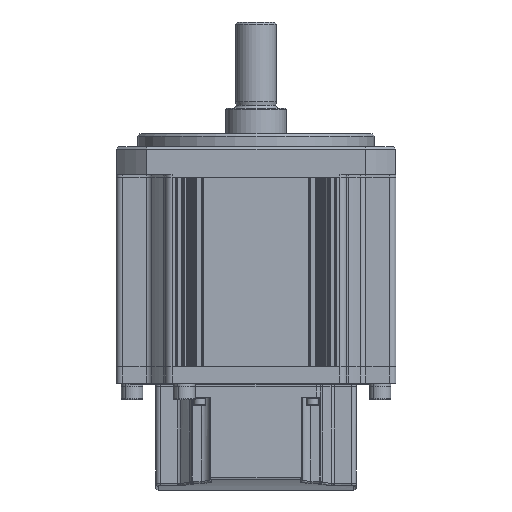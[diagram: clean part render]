
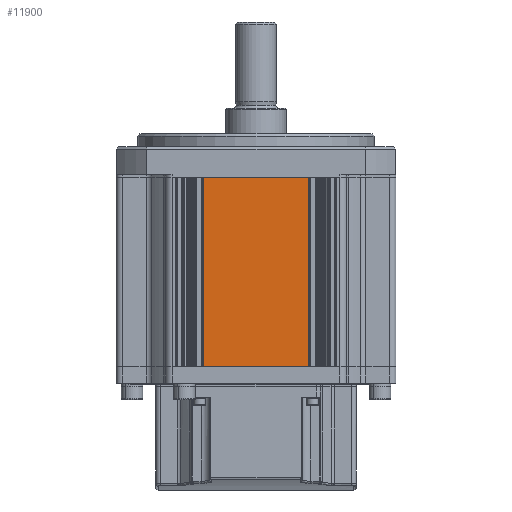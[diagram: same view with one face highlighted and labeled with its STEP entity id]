
A CAD part, front view. The second image highlights one B-rep face of the part: STEP entity #11900.
In plain terms, the highlighted planar face has unit normal (0, -1, 0).
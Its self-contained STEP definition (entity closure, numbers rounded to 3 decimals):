
#11900 = ADVANCED_FACE ( 'NONE', ( #91335 ), #91306, .F. ) ;
#20687 = VERTEX_POINT ( 'NONE', #69748 ) ;
#20718 = VERTEX_POINT ( 'NONE', #69861 ) ;
#46445 = VERTEX_POINT ( 'NONE', #71521 ) ;
#46484 = VERTEX_POINT ( 'NONE', #71626 ) ;
#48063 = LINE ( 'NONE', #48085, #77103 ) ;
#48066 = LINE ( 'NONE', #48082, #77045 ) ;
#48082 = CARTESIAN_POINT ( 'NONE',  ( 24.5, -65., -10. ) ) ;
#48083 = DIRECTION ( 'NONE',  ( 0., 0., -1. ) ) ;
#48085 = CARTESIAN_POINT ( 'NONE',  ( 24.5, -65., -10. ) ) ;
#48106 = LINE ( 'NONE', #48176, #77081 ) ;
#48112 = DIRECTION ( 'NONE',  ( 1., 0., 0. ) ) ;
#48159 = DIRECTION ( 'NONE',  ( 1., 0., 0. ) ) ;
#48176 = CARTESIAN_POINT ( 'NONE',  ( 24.5, -65., -98. ) ) ;
#54673 = EDGE_LOOP ( 'NONE', ( #103104, #103156, #103111, #103131 ) ) ;
#65948 = EDGE_CURVE ( 'NONE', #20687, #46445, #79699, .T. ) ;
#65974 = EDGE_CURVE ( 'NONE', #46484, #20718, #48066, .T. ) ;
#65986 = EDGE_CURVE ( 'NONE', #20687, #46484, #48063, .T. ) ;
#66007 = EDGE_CURVE ( 'NONE', #46445, #20718, #48106, .T. ) ;
#69748 = CARTESIAN_POINT ( 'NONE',  ( -24.5, -65., -10. ) ) ;
#69861 = CARTESIAN_POINT ( 'NONE',  ( 24.5, -65., -98. ) ) ;
#71521 = CARTESIAN_POINT ( 'NONE',  ( -24.5, -65., -98. ) ) ;
#71626 = CARTESIAN_POINT ( 'NONE',  ( 24.5, -65., -10. ) ) ;
#76998 = VECTOR ( 'NONE', #78807, 1000. ) ;
#77045 = VECTOR ( 'NONE', #48083, 1000. ) ;
#77081 = VECTOR ( 'NONE', #48159, 1000. ) ;
#77103 = VECTOR ( 'NONE', #48112, 1000. ) ;
#78807 = DIRECTION ( 'NONE',  ( 0., 0., -1. ) ) ;
#79699 = LINE ( 'NONE', #80043, #76998 ) ;
#80043 = CARTESIAN_POINT ( 'NONE',  ( -24.5, -65., -10. ) ) ;
#89377 = AXIS2_PLACEMENT_3D ( 'NONE', #89870, #89847, #89866 ) ;
#89847 = DIRECTION ( 'NONE',  ( 0., 1., 0. ) ) ;
#89866 = DIRECTION ( 'NONE',  ( 0., 0., 1. ) ) ;
#89870 = CARTESIAN_POINT ( 'NONE',  ( 24.5, -65., -10. ) ) ;
#91306 = PLANE ( 'NONE',  #89377 ) ;
#91335 = FACE_OUTER_BOUND ( 'NONE', #54673, .T. ) ;
#103104 = ORIENTED_EDGE ( 'NONE', *, *, #66007, .T. ) ;
#103111 = ORIENTED_EDGE ( 'NONE', *, *, #65986, .F. ) ;
#103131 = ORIENTED_EDGE ( 'NONE', *, *, #65948, .T. ) ;
#103156 = ORIENTED_EDGE ( 'NONE', *, *, #65974, .F. ) ;
